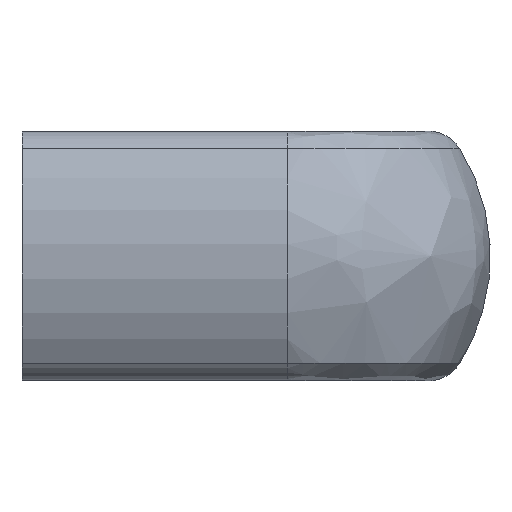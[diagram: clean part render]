
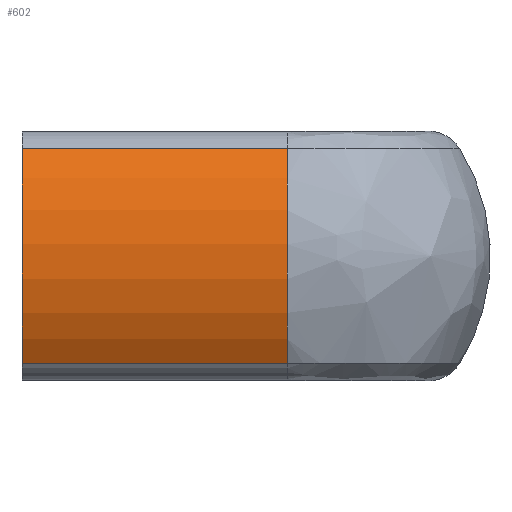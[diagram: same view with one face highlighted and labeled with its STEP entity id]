
A CAD part, left-side view. The second image highlights one B-rep face of the part: STEP entity #602.
In plain terms, the highlighted free-form (B-spline) face has degree [1, 2] with [2, 3] control points.
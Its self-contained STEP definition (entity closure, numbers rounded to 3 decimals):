
#508=CARTESIAN_POINT('',(-2.038,-17.0,-6.868));
#509=VERTEX_POINT('',#508);
#525=CARTESIAN_POINT('',(-2.038,0.,-6.868));
#526=VERTEX_POINT('',#525);
#527=CARTESIAN_POINT('',(-2.038,-17.0,-6.868));
#528=CARTESIAN_POINT('',(-2.038,0.,-6.868));
#529=QUASI_UNIFORM_CURVE('',1,(#527,#528),.UNSPECIFIED.,.F.,.U.);
#530=EDGE_CURVE('',#509,#526,#529,.T.);
#550=CARTESIAN_POINT('',(-1.728,-17.425,7.343));
#551=CARTESIAN_POINT('',(-1.728,0.436,7.343));
#552=CARTESIAN_POINT('',(-6.774,-17.425,-0.03));
#553=CARTESIAN_POINT('',(-6.774,0.436,-0.03));
#554=CARTESIAN_POINT('',(-1.7,-17.425,-7.384));
#555=CARTESIAN_POINT('',(-1.7,0.436,-7.384));
#563=(BOUNDED_SURFACE()B_SPLINE_SURFACE(1,2,((#550,#552,#554),(#551,#553,#555)),.UNSPECIFIED.,.F.,.F.,.U.)B_SPLINE_SURFACE_WITH_KNOTS((2,2),(3,3),(0.0,17.861),(0.0,16.146),.UNSPECIFIED.)GEOMETRIC_REPRESENTATION_ITEM()RATIONAL_B_SPLINE_SURFACE(((1.0,0.824,1.0),(1.0,0.824,1.0)))REPRESENTATION_ITEM('')SURFACE());
#564=ORIENTED_EDGE('',*,*,#530,.F.);
#565=CARTESIAN_POINT('',(-2.038,-17.0,6.868));
#566=VERTEX_POINT('',#565);
#567=CARTESIAN_POINT('',(-2.038,-17.0,6.868));
#568=CARTESIAN_POINT('',(-6.311,-17.0,0.));
#569=CARTESIAN_POINT('',(-2.038,-17.0,-6.868));
#577=(BOUNDED_CURVE()B_SPLINE_CURVE(2,(#567,#568,#569),.UNSPECIFIED.,.F.,.U.)CURVE()GEOMETRIC_REPRESENTATION_ITEM()QUASI_UNIFORM_CURVE()RATIONAL_B_SPLINE_CURVE((1.0,0.849,1.0))REPRESENTATION_ITEM(''));
#578=EDGE_CURVE('',#566,#509,#577,.T.);
#579=ORIENTED_EDGE('',*,*,#578,.F.);
#580=CARTESIAN_POINT('',(-2.038,0.,6.868));
#581=VERTEX_POINT('',#580);
#582=CARTESIAN_POINT('',(-2.038,-17.0,6.868));
#583=CARTESIAN_POINT('',(-2.038,0.,6.868));
#584=QUASI_UNIFORM_CURVE('',1,(#582,#583),.UNSPECIFIED.,.F.,.U.);
#585=EDGE_CURVE('',#566,#581,#584,.T.);
#586=ORIENTED_EDGE('',*,*,#585,.T.);
#587=CARTESIAN_POINT('',(-2.038,0.,6.868));
#588=CARTESIAN_POINT('',(-6.311,0.,0.));
#589=CARTESIAN_POINT('',(-2.038,0.,-6.868));
#597=(BOUNDED_CURVE()B_SPLINE_CURVE(2,(#587,#588,#589),.UNSPECIFIED.,.F.,.U.)CURVE()GEOMETRIC_REPRESENTATION_ITEM()QUASI_UNIFORM_CURVE()RATIONAL_B_SPLINE_CURVE((1.0,0.849,1.0))REPRESENTATION_ITEM(''));
#598=EDGE_CURVE('',#581,#526,#597,.T.);
#599=ORIENTED_EDGE('',*,*,#598,.T.);
#600=EDGE_LOOP('',(#564,#579,#586,#599));
#601=FACE_OUTER_BOUND('',#600,.T.);
#602=ADVANCED_FACE('',(#601),#563,.T.);
